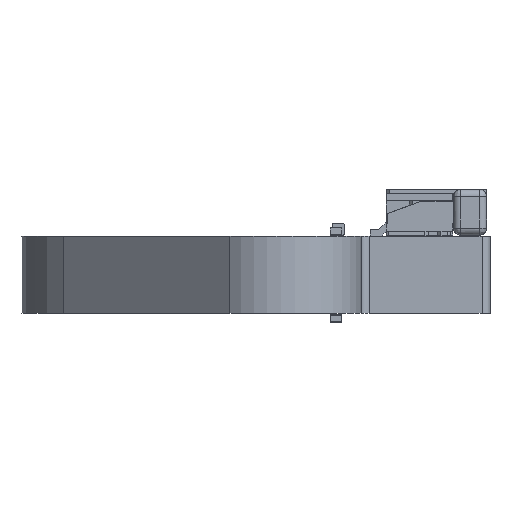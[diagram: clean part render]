
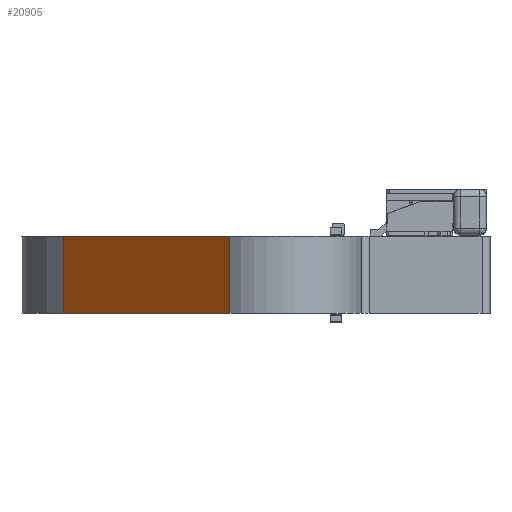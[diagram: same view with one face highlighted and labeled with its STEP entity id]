
A CAD part, left-side view. The second image highlights one B-rep face of the part: STEP entity #20905.
In plain terms, the highlighted planar face has unit normal (-0.711, 0.704, 0).
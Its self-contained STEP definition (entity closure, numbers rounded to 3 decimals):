
#19426 = PLANE('',#19427);
#19427 = AXIS2_PLACEMENT_3D('',#19428,#19429,#19430);
#19428 = CARTESIAN_POINT('',(20.,18.399,3.383));
#19429 = DIRECTION('',(-0.,-0.,-1.));
#19430 = DIRECTION('',(-1.,0.,0.));
#19480 = PLANE('',#19481);
#19481 = AXIS2_PLACEMENT_3D('',#19482,#19483,#19484);
#19482 = CARTESIAN_POINT('',(20.,18.399,0.));
#19483 = DIRECTION('',(-0.,-0.,-1.));
#19484 = DIRECTION('',(-1.,0.,0.));
#19754 = VERTEX_POINT('',#19755);
#19755 = CARTESIAN_POINT('',(8.32,20.25,0.));
#19774 = CYLINDRICAL_SURFACE('',#19775,3.499);
#19775 = AXIS2_PLACEMENT_3D('',#19776,#19777,#19778);
#19776 = CARTESIAN_POINT('',(11.,17.999,0.));
#19777 = DIRECTION('',(-0.,-0.,-1.));
#19778 = DIRECTION('',(1.,0.,-0.));
#19786 = EDGE_CURVE('',#19754,#19787,#19789,.T.);
#19787 = VERTEX_POINT('',#19788);
#19788 = CARTESIAN_POINT('',(15.55,27.55,0.));
#19789 = SURFACE_CURVE('',#19790,(#19794,#19801),.PCURVE_S1.);
#19790 = LINE('',#19791,#19792);
#19791 = CARTESIAN_POINT('',(8.32,20.25,0.));
#19792 = VECTOR('',#19793,1.);
#19793 = DIRECTION('',(0.704,0.711,0.));
#19794 = PCURVE('',#19480,#19795);
#19795 = DEFINITIONAL_REPRESENTATION('',(#19796),#19800);
#19796 = LINE('',#19797,#19798);
#19797 = CARTESIAN_POINT('',(11.679,1.85));
#19798 = VECTOR('',#19799,1.);
#19799 = DIRECTION('',(-0.704,0.711));
#19800 = ( GEOMETRIC_REPRESENTATION_CONTEXT(2) 
PARAMETRIC_REPRESENTATION_CONTEXT() REPRESENTATION_CONTEXT('2D SPACE',''
  ) );
#19801 = PCURVE('',#19802,#19807);
#19802 = PLANE('',#19803);
#19803 = AXIS2_PLACEMENT_3D('',#19804,#19805,#19806);
#19804 = CARTESIAN_POINT('',(8.32,20.25,0.));
#19805 = DIRECTION('',(-0.711,0.704,0.));
#19806 = DIRECTION('',(0.704,0.711,0.));
#19807 = DEFINITIONAL_REPRESENTATION('',(#19808),#19812);
#19808 = LINE('',#19809,#19810);
#19809 = CARTESIAN_POINT('',(0.,0.));
#19810 = VECTOR('',#19811,1.);
#19811 = DIRECTION('',(1.,0.));
#19812 = ( GEOMETRIC_REPRESENTATION_CONTEXT(2) 
PARAMETRIC_REPRESENTATION_CONTEXT() REPRESENTATION_CONTEXT('2D SPACE',''
  ) );
#19835 = CYLINDRICAL_SURFACE('',#19836,6.293);
#19836 = AXIS2_PLACEMENT_3D('',#19837,#19838,#19839);
#19837 = CARTESIAN_POINT('',(20.,23.1,0.));
#19838 = DIRECTION('',(-0.,-0.,-1.));
#19839 = DIRECTION('',(1.,0.,-0.));
#20281 = VERTEX_POINT('',#20282);
#20282 = CARTESIAN_POINT('',(8.32,20.25,3.383));
#20308 = EDGE_CURVE('',#20281,#20309,#20311,.T.);
#20309 = VERTEX_POINT('',#20310);
#20310 = CARTESIAN_POINT('',(15.55,27.55,3.383));
#20311 = SURFACE_CURVE('',#20312,(#20316,#20323),.PCURVE_S1.);
#20312 = LINE('',#20313,#20314);
#20313 = CARTESIAN_POINT('',(8.32,20.25,3.383));
#20314 = VECTOR('',#20315,1.);
#20315 = DIRECTION('',(0.704,0.711,0.));
#20316 = PCURVE('',#19426,#20317);
#20317 = DEFINITIONAL_REPRESENTATION('',(#20318),#20322);
#20318 = LINE('',#20319,#20320);
#20319 = CARTESIAN_POINT('',(11.679,1.85));
#20320 = VECTOR('',#20321,1.);
#20321 = DIRECTION('',(-0.704,0.711));
#20322 = ( GEOMETRIC_REPRESENTATION_CONTEXT(2) 
PARAMETRIC_REPRESENTATION_CONTEXT() REPRESENTATION_CONTEXT('2D SPACE',''
  ) );
#20323 = PCURVE('',#19802,#20324);
#20324 = DEFINITIONAL_REPRESENTATION('',(#20325),#20329);
#20325 = LINE('',#20326,#20327);
#20326 = CARTESIAN_POINT('',(0.,-3.383));
#20327 = VECTOR('',#20328,1.);
#20328 = DIRECTION('',(1.,0.));
#20329 = ( GEOMETRIC_REPRESENTATION_CONTEXT(2) 
PARAMETRIC_REPRESENTATION_CONTEXT() REPRESENTATION_CONTEXT('2D SPACE',''
  ) );
#20855 = EDGE_CURVE('',#19754,#20281,#20856,.T.);
#20856 = SURFACE_CURVE('',#20857,(#20861,#20868),.PCURVE_S1.);
#20857 = LINE('',#20858,#20859);
#20858 = CARTESIAN_POINT('',(8.32,20.25,0.));
#20859 = VECTOR('',#20860,1.);
#20860 = DIRECTION('',(0.,0.,1.));
#20861 = PCURVE('',#19774,#20862);
#20862 = DEFINITIONAL_REPRESENTATION('',(#20863),#20867);
#20863 = LINE('',#20864,#20865);
#20864 = CARTESIAN_POINT('',(-2.443,0.));
#20865 = VECTOR('',#20866,1.);
#20866 = DIRECTION('',(-0.,-1.));
#20867 = ( GEOMETRIC_REPRESENTATION_CONTEXT(2) 
PARAMETRIC_REPRESENTATION_CONTEXT() REPRESENTATION_CONTEXT('2D SPACE',''
  ) );
#20868 = PCURVE('',#19802,#20869);
#20869 = DEFINITIONAL_REPRESENTATION('',(#20870),#20874);
#20870 = LINE('',#20871,#20872);
#20871 = CARTESIAN_POINT('',(0.,0.));
#20872 = VECTOR('',#20873,1.);
#20873 = DIRECTION('',(0.,-1.));
#20874 = ( GEOMETRIC_REPRESENTATION_CONTEXT(2) 
PARAMETRIC_REPRESENTATION_CONTEXT() REPRESENTATION_CONTEXT('2D SPACE',''
  ) );
#20905 = ADVANCED_FACE('',(#20906),#19802,.T.);
#20906 = FACE_BOUND('',#20907,.T.);
#20907 = EDGE_LOOP('',(#20908,#20909,#20910,#20931));
#20908 = ORIENTED_EDGE('',*,*,#20855,.T.);
#20909 = ORIENTED_EDGE('',*,*,#20308,.T.);
#20910 = ORIENTED_EDGE('',*,*,#20911,.F.);
#20911 = EDGE_CURVE('',#19787,#20309,#20912,.T.);
#20912 = SURFACE_CURVE('',#20913,(#20917,#20924),.PCURVE_S1.);
#20913 = LINE('',#20914,#20915);
#20914 = CARTESIAN_POINT('',(15.55,27.55,0.));
#20915 = VECTOR('',#20916,1.);
#20916 = DIRECTION('',(0.,0.,1.));
#20917 = PCURVE('',#19802,#20918);
#20918 = DEFINITIONAL_REPRESENTATION('',(#20919),#20923);
#20919 = LINE('',#20920,#20921);
#20920 = CARTESIAN_POINT('',(10.274,0.));
#20921 = VECTOR('',#20922,1.);
#20922 = DIRECTION('',(0.,-1.));
#20923 = ( GEOMETRIC_REPRESENTATION_CONTEXT(2) 
PARAMETRIC_REPRESENTATION_CONTEXT() REPRESENTATION_CONTEXT('2D SPACE',''
  ) );
#20924 = PCURVE('',#19835,#20925);
#20925 = DEFINITIONAL_REPRESENTATION('',(#20926),#20930);
#20926 = LINE('',#20927,#20928);
#20927 = CARTESIAN_POINT('',(-2.356,0.));
#20928 = VECTOR('',#20929,1.);
#20929 = DIRECTION('',(-0.,-1.));
#20930 = ( GEOMETRIC_REPRESENTATION_CONTEXT(2) 
PARAMETRIC_REPRESENTATION_CONTEXT() REPRESENTATION_CONTEXT('2D SPACE',''
  ) );
#20931 = ORIENTED_EDGE('',*,*,#19786,.F.);
